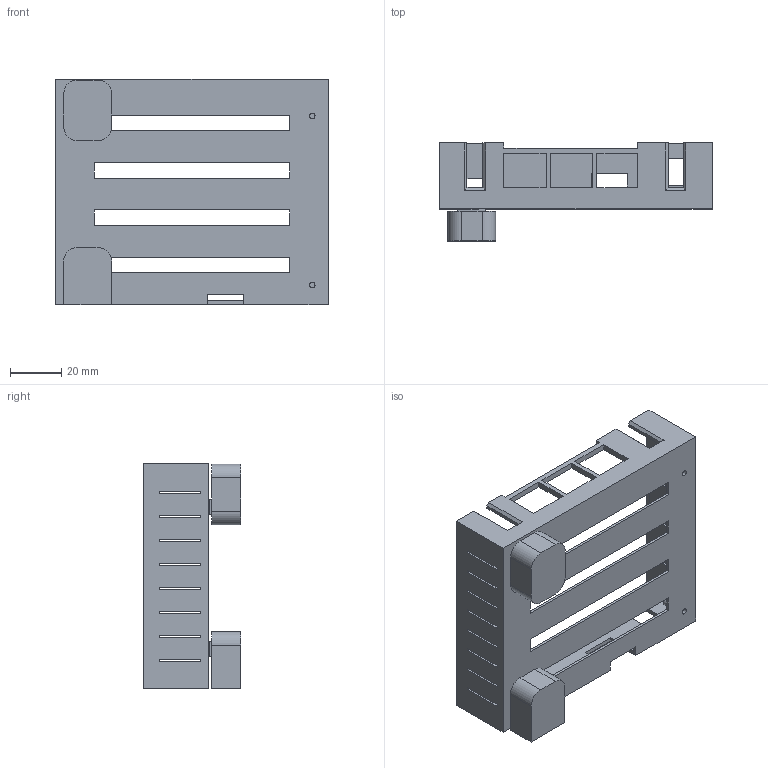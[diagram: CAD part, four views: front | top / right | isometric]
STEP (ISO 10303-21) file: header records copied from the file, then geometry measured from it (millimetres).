
FILE_DESCRIPTION(/* description */ (''),/* implementation_level */ '2;1');
FILE_NAME(/* name */ '1971d941-5810-4526-81b5-ba6d10083c08.stp',/* time_stamp */ '2017-08-16T07:17:14+00:00',/* author */ (''),/* organization */ (''),/* preprocessor_version */ 'ST-DEVELOPER v16.13',/* originating_system */ 'Autodesk Translation Framework v6.1.1.50',/* authorisation */ '');
FILE_SCHEMA (('AUTOMOTIVE_DESIGN { 1 0 10303 214 3 1 1 }'));
Length unit declared in the file: millimetre
Products named in the file (1): espressobin_case v113
Bounding box: 105.8 x 38 x 87.6 mm (x, y, z)
Volume: 30798.8 mm3; surface area: 38895.3 mm2
Topology: 5 solids, 5 shells, 219 faces, 587 edges, 390 vertices
Faces by surface type: plane 201, cylinder 18
Full cylindrical faces by diameter (mm): 2.2 x4, 3.25 x4, 4.25 x4
Entity records: 6787 total; most frequent: CARTESIAN_POINT 1185, ORIENTED_EDGE 1150, DIRECTION 1051, EDGE_CURVE 575, LINE 539, VECTOR 539, VERTEX_POINT 390, EDGE_LOOP 295
